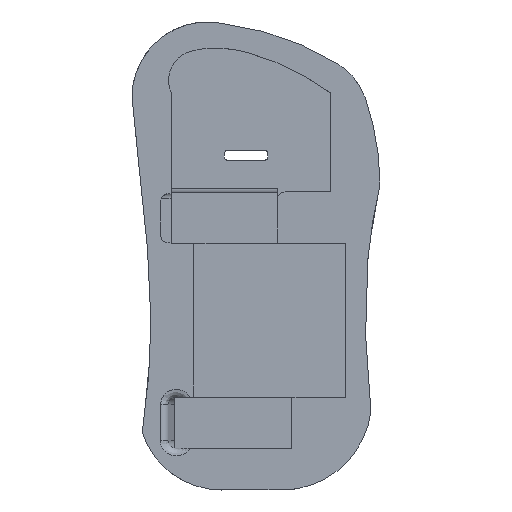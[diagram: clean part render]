
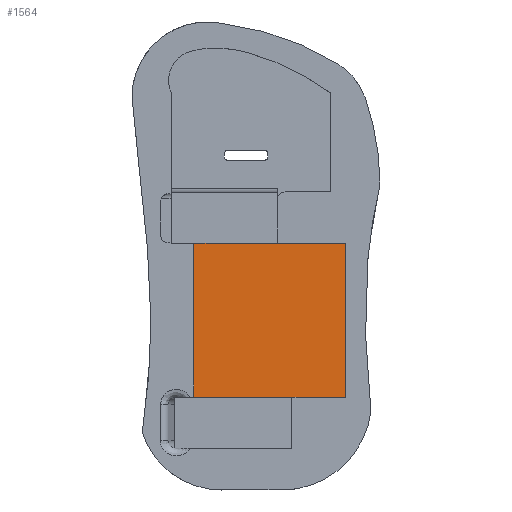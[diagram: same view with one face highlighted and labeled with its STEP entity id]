
A CAD part, top view. The second image highlights one B-rep face of the part: STEP entity #1564.
In plain terms, the highlighted planar face has unit normal (0, 0, 1).
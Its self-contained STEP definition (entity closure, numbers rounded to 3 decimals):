
#24 = DIRECTION ( 'NONE',  ( -1., 0., 0. ) ) ;
#43 = DIRECTION ( 'NONE',  ( 0., 0., 1. ) ) ;
#166 = LINE ( 'NONE', #1371, #2279 ) ;
#267 = VERTEX_POINT ( 'NONE', #3584 ) ;
#359 = VECTOR ( 'NONE', #696, 1000. ) ;
#486 = FACE_OUTER_BOUND ( 'NONE', #2235, .T. ) ;
#696 = DIRECTION ( 'NONE',  ( 0., -1., 0. ) ) ;
#718 = CARTESIAN_POINT ( 'NONE',  ( 134., -35.69, -8. ) ) ;
#735 = VECTOR ( 'NONE', #1057, 1000. ) ;
#765 = EDGE_CURVE ( 'NONE', #267, #3841, #2882, .T. ) ;
#849 = CARTESIAN_POINT ( 'NONE',  ( 112., 4.81, -8. ) ) ;
#884 = ORIENTED_EDGE ( 'NONE', *, *, #1070, .F. ) ;
#902 = ORIENTED_EDGE ( 'NONE', *, *, #1630, .T. ) ;
#942 = EDGE_CURVE ( 'NONE', #267, #4827, #166, .T. ) ;
#1010 = CARTESIAN_POINT ( 'NONE',  ( 94., -35.69, -8. ) ) ;
#1057 = DIRECTION ( 'NONE',  ( -1., 0., 0. ) ) ;
#1070 = EDGE_CURVE ( 'NONE', #3532, #4827, #1899, .T. ) ;
#1108 = CARTESIAN_POINT ( 'NONE',  ( 116., 4.81, -8. ) ) ;
#1162 = EDGE_CURVE ( 'NONE', #1867, #3532, #1425, .T. ) ;
#1306 = CARTESIAN_POINT ( 'NONE',  ( 112., 0., -8. ) ) ;
#1360 = DIRECTION ( 'NONE',  ( 1., 0., 0. ) ) ;
#1371 = CARTESIAN_POINT ( 'NONE',  ( 94., -35.69, -8. ) ) ;
#1425 = LINE ( 'NONE', #718, #359 ) ;
#1537 = EDGE_CURVE ( 'NONE', #4905, #1867, #2043, .T. ) ;
#1564 = ADVANCED_FACE ( 'NONE', ( #486 ), #4207, .T. ) ;
#1630 = EDGE_CURVE ( 'NONE', #4905, #3841, #2512, .T. ) ;
#1867 = VERTEX_POINT ( 'NONE', #2091 ) ;
#1899 = LINE ( 'NONE', #1010, #735 ) ;
#1921 = DIRECTION ( 'NONE',  ( 0., 1., 0. ) ) ;
#1927 = CARTESIAN_POINT ( 'NONE',  ( 94., 4.81, -8. ) ) ;
#2043 = LINE ( 'NONE', #3106, #4599 ) ;
#2091 = CARTESIAN_POINT ( 'NONE',  ( 134., 4.81, -8. ) ) ;
#2235 = EDGE_LOOP ( 'NONE', ( #3982, #2975, #884, #4943, #3666, #902 ) ) ;
#2279 = VECTOR ( 'NONE', #1360, 1000. ) ;
#2512 = LINE ( 'NONE', #849, #2641 ) ;
#2641 = VECTOR ( 'NONE', #3679, 1000. ) ;
#2707 = DIRECTION ( 'NONE',  ( 1., 0., 0. ) ) ;
#2763 = VECTOR ( 'NONE', #1921, 1000. ) ;
#2882 = LINE ( 'NONE', #1927, #2763 ) ;
#2975 = ORIENTED_EDGE ( 'NONE', *, *, #942, .T. ) ;
#3106 = CARTESIAN_POINT ( 'NONE',  ( 116., 4.81, -8. ) ) ;
#3148 = CARTESIAN_POINT ( 'NONE',  ( 94., 4.81, -8. ) ) ;
#3159 = AXIS2_PLACEMENT_3D ( 'NONE', #1306, #43, #24 ) ;
#3427 = CARTESIAN_POINT ( 'NONE',  ( 134., -35.69, -8. ) ) ;
#3532 = VERTEX_POINT ( 'NONE', #3427 ) ;
#3538 = CARTESIAN_POINT ( 'NONE',  ( 119.808, -35.69, -8. ) ) ;
#3584 = CARTESIAN_POINT ( 'NONE',  ( 94., -35.69, -8. ) ) ;
#3666 = ORIENTED_EDGE ( 'NONE', *, *, #1537, .F. ) ;
#3679 = DIRECTION ( 'NONE',  ( -1., 0., 0. ) ) ;
#3841 = VERTEX_POINT ( 'NONE', #3148 ) ;
#3982 = ORIENTED_EDGE ( 'NONE', *, *, #765, .F. ) ;
#4207 = PLANE ( 'NONE',  #3159 ) ;
#4599 = VECTOR ( 'NONE', #2707, 1000. ) ;
#4827 = VERTEX_POINT ( 'NONE', #3538 ) ;
#4905 = VERTEX_POINT ( 'NONE', #1108 ) ;
#4943 = ORIENTED_EDGE ( 'NONE', *, *, #1162, .F. ) ;
